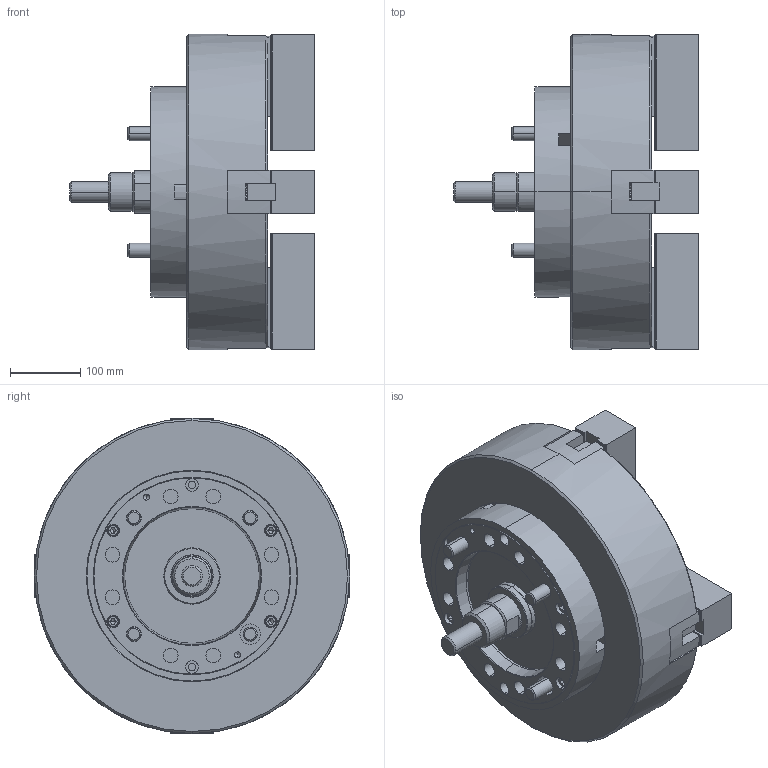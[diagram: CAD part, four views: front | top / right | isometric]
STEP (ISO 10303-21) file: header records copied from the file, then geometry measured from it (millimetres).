
FILE_DESCRIPTION (( 'STEP AP203' ), '1' );
FILE_NAME ('CF-4V-18A11.STEP', '2019-08-01T05:57:29', ( 'temp' ), ( '' ), 'SwSTEP 2.0', 'SolidWorks 2016', '' );
FILE_SCHEMA (( 'CONFIG_CONTROL_DESIGN' ));
Length unit declared in the file: millimetre
Products named in the file (16): SJ-15P; CF-4V-18-02010; 圓頭內六角螺栓_M20x55; CF-4V-18-03010; 圓頭內六角螺栓_M20x175; CF-4V-18-04010; 半圓頭六角孔螺栓_M6x10; CF-3H-215-04000; 圓頭內六角螺栓_M30x125(全牙); CF-3P-15-05000; 圓頭內六角螺栓_M10x60; CF-3P-15-06000; CF-4V-18A11; CF-3V-15-11000; CF-3V-21-09000; CF-4V-18-01T10
Assembly tree (40 placements, depth 2):
  CF-4V-18A11
    CF-4V-18-01T10
    CF-4V-18-02010
    CF-4V-18-03010  x4
    CF-4V-18-04010
    CF-3H-215-04000  x4
    CF-3P-15-05000
    CF-3P-15-06000
    CF-3V-15-11000
    CF-3V-21-09000
    SJ-15P  x4
    圓頭內六角螺栓_M20x55  x8
    圓頭內六角螺栓_M20x175  x4
    半圓頭六角孔螺栓_M6x10  x4
    圓頭內六角螺栓_M30x125(全牙)
    圓頭內六角螺栓_M10x60  x4
Bounding box: 349.25 x 450 x 450 mm (x, y, z)
Volume: 22318465.8 mm3; surface area: 1719158.5 mm2
Topology: 40 solids, 40 shells, 7688 faces, 22338 edges, 14772 vertices
Faces by surface type: plane 5035, cylinder 2398, cone 229, torus 26
Entity records: 73365 total; most frequent: CARTESIAN_POINT 15179, ORIENTED_EDGE 12490, DIRECTION 10793, EDGE_CURVE 6245, LINE 4461, VECTOR 4461, VERTEX_POINT 4124, AXIS2_PLACEMENT_3D 3166
